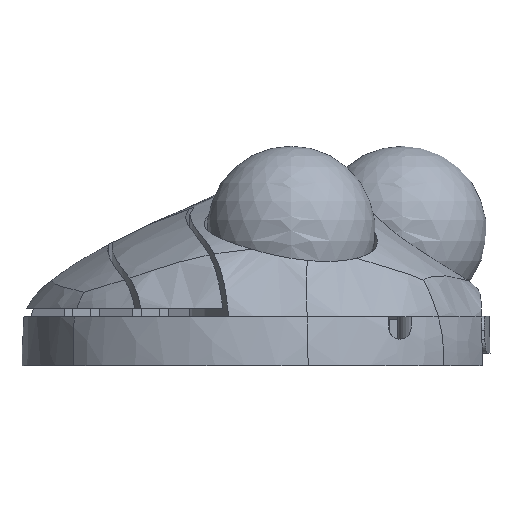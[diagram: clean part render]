
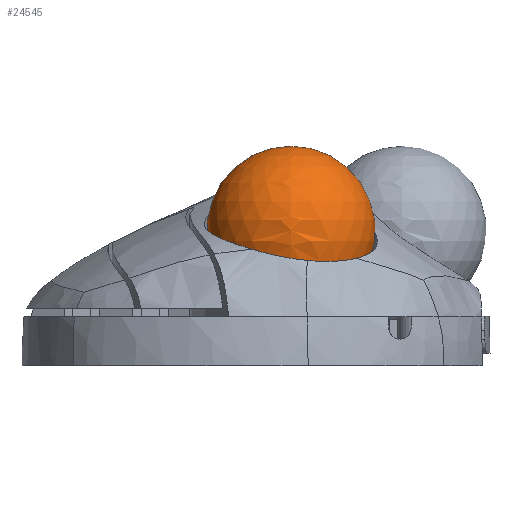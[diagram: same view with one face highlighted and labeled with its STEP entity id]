
A CAD part, left-side view. The second image highlights one B-rep face of the part: STEP entity #24545.
In plain terms, the highlighted spherical face has radius 19 mm.
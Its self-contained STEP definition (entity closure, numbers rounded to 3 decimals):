
#187=SPHERICAL_SURFACE('',#26662,19.);
#2139=FACE_OUTER_BOUND('',#3592,.T.);
#3592=EDGE_LOOP('',(#20690,#20691));
#4513=CIRCLE('',#26663,19.);
#11391=VERTEX_POINT('',#39350);
#11392=VERTEX_POINT('',#39351);
#14551=EDGE_CURVE('',#11391,#11392,#4513,.T.);
#20690=ORIENTED_EDGE('',*,*,#14551,.T.);
#20691=ORIENTED_EDGE('',*,*,#14551,.F.);
#24545=ADVANCED_FACE('',(#2139),#187,.T.);
#26662=AXIS2_PLACEMENT_3D('',#39349,#32640,#32641);
#26663=AXIS2_PLACEMENT_3D('',#39352,#32642,#32643);
#32640=DIRECTION('center_axis',(0.,0.,1.));
#32641=DIRECTION('ref_axis',(1.,0.,0.));
#32642=DIRECTION('center_axis',(0.,-1.,0.));
#32643=DIRECTION('ref_axis',(-1.,0.,0.));
#39349=CARTESIAN_POINT('Origin',(0.,0.,26.4));
#39350=CARTESIAN_POINT('',(0.,0.,
45.4));
#39351=CARTESIAN_POINT('',(0.,0.,
7.4));
#39352=CARTESIAN_POINT('Origin',(0.,0.,26.4));
